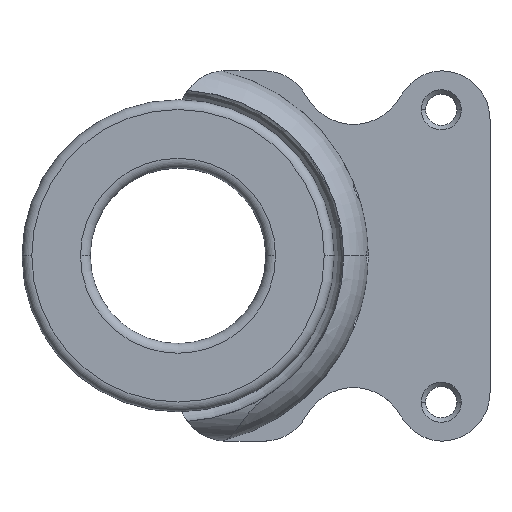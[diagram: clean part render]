
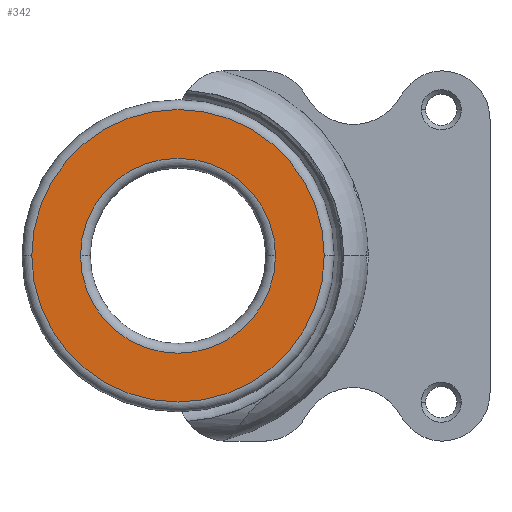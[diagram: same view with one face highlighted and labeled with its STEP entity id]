
A CAD part, top view. The second image highlights one B-rep face of the part: STEP entity #342.
In plain terms, the highlighted planar face has unit normal (0, 0, 1).
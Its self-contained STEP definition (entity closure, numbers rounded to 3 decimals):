
#50 = CARTESIAN_POINT ( 'NONE',  ( -11., 0., 8.5 ) ) ;
#56 = DIRECTION ( 'NONE',  ( 0., 0., -1. ) ) ;
#195 = DIRECTION ( 'NONE',  ( -1., 0., 0. ) ) ;
#207 = CARTESIAN_POINT ( 'NONE',  ( -16., 0., 8.5 ) ) ;
#259 = DIRECTION ( 'NONE',  ( -1., 0., 0. ) ) ;
#276 = VERTEX_POINT ( 'NONE', #1506 ) ;
#342 = ADVANCED_FACE ( 'NONE', ( #2279, #2168 ), #517, .F. ) ;
#396 = ORIENTED_EDGE ( 'NONE', *, *, #1797, .T. ) ;
#397 = EDGE_CURVE ( 'NONE', #957, #924, #556, .T. ) ;
#457 = EDGE_CURVE ( 'NONE', #276, #1818, #1327, .T. ) ;
#517 = PLANE ( 'NONE',  #1838 ) ;
#556 = CIRCLE ( 'NONE', #1290, 7.5 ) ;
#620 = DIRECTION ( 'NONE',  ( -1., 0., 0. ) ) ;
#625 = DIRECTION ( 'NONE',  ( 0., 0., -1. ) ) ;
#648 = ORIENTED_EDGE ( 'NONE', *, *, #397, .F. ) ;
#718 = DIRECTION ( 'NONE',  ( -1., 0., 0. ) ) ;
#839 = AXIS2_PLACEMENT_3D ( 'NONE', #207, #935, #2228 ) ;
#916 = DIRECTION ( 'NONE',  ( 0., 0., -1. ) ) ;
#924 = VERTEX_POINT ( 'NONE', #1981 ) ;
#935 = DIRECTION ( 'NONE',  ( 0., 0., -1. ) ) ;
#946 = CARTESIAN_POINT ( 'NONE',  ( -16., 0., 8.5 ) ) ;
#957 = VERTEX_POINT ( 'NONE', #1422 ) ;
#1095 = CARTESIAN_POINT ( 'NONE',  ( -16., 7.5, 8.5 ) ) ;
#1288 = AXIS2_PLACEMENT_3D ( 'NONE', #1945, #625, #259 ) ;
#1290 = AXIS2_PLACEMENT_3D ( 'NONE', #946, #916, #195 ) ;
#1327 = CIRCLE ( 'NONE', #839, 5. ) ;
#1422 = CARTESIAN_POINT ( 'NONE',  ( -8.5, 0., 8.5 ) ) ;
#1506 = CARTESIAN_POINT ( 'NONE',  ( -21., 0., 8.5 ) ) ;
#1586 = EDGE_LOOP ( 'NONE', ( #1708, #648 ) ) ;
#1708 = ORIENTED_EDGE ( 'NONE', *, *, #1938, .F. ) ;
#1797 = EDGE_CURVE ( 'NONE', #1818, #276, #2303, .T. ) ;
#1818 = VERTEX_POINT ( 'NONE', #50 ) ;
#1823 = AXIS2_PLACEMENT_3D ( 'NONE', #2241, #56, #620 ) ;
#1836 = DIRECTION ( 'NONE',  ( 0., 0., -1. ) ) ;
#1838 = AXIS2_PLACEMENT_3D ( 'NONE', #1095, #1836, #718 ) ;
#1938 = EDGE_CURVE ( 'NONE', #924, #957, #2028, .T. ) ;
#1945 = CARTESIAN_POINT ( 'NONE',  ( -16., 0., 8.5 ) ) ;
#1981 = CARTESIAN_POINT ( 'NONE',  ( -23.5, 0., 8.5 ) ) ;
#2010 = ORIENTED_EDGE ( 'NONE', *, *, #457, .T. ) ;
#2028 = CIRCLE ( 'NONE', #1288, 7.5 ) ;
#2168 = FACE_BOUND ( 'NONE', #2375, .T. ) ;
#2228 = DIRECTION ( 'NONE',  ( -1., 0., 0. ) ) ;
#2241 = CARTESIAN_POINT ( 'NONE',  ( -16., 0., 8.5 ) ) ;
#2279 = FACE_OUTER_BOUND ( 'NONE', #1586, .T. ) ;
#2303 = CIRCLE ( 'NONE', #1823, 5. ) ;
#2375 = EDGE_LOOP ( 'NONE', ( #2010, #396 ) ) ;
